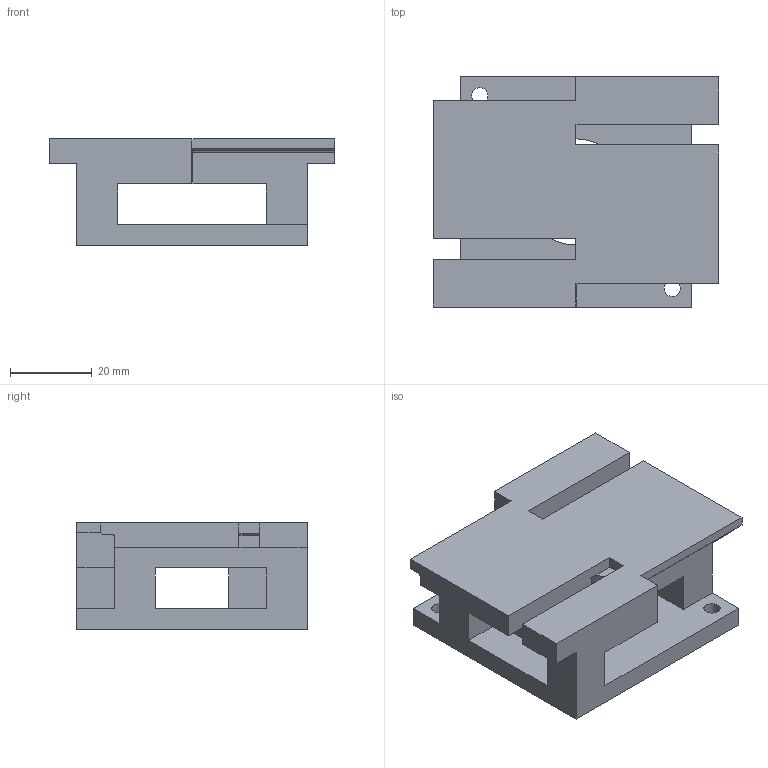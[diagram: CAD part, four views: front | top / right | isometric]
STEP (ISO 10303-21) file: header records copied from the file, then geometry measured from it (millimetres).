
FILE_DESCRIPTION(('CATIA V5 STEP Exchange'),'2;1');
FILE_NAME('Base.stp','2020-05-20T16:05:11+00:00',('none'),('none'),'CATIA Version 5 Release 19 SP 9 (IN-10)','CATIA V5 STEP AP203','none');
FILE_SCHEMA(('CONFIG_CONTROL_DESIGN'));
Length unit declared in the file: millimetre
Products named in the file (1): Alap
Bounding box: 70 x 56.4 x 26 mm (x, y, z)
Volume: 41965.6 mm3; surface area: 19120.7 mm2
Topology: 1 solids, 1 shells, 68 faces, 208 edges, 136 vertices
Faces by surface type: plane 50, cylinder 14, cone 2, torus 2
Entity records: 2273 total; most frequent: CARTESIAN_POINT 420, ORIENTED_EDGE 416, DIRECTION 306, EDGE_CURVE 208, VECTOR 166, LINE 166, VERTEX_POINT 136, AXIS2_PLACEMENT_3D 88
